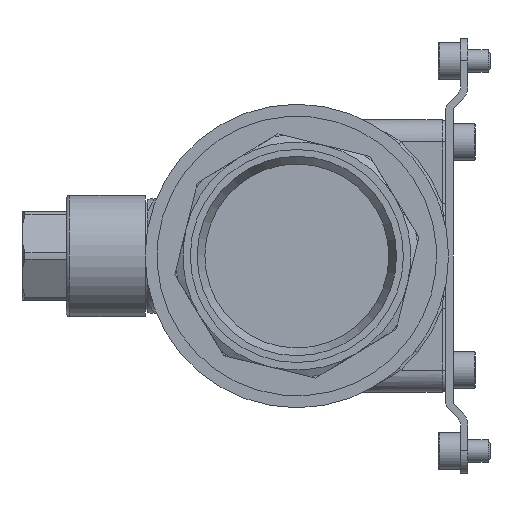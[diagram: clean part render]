
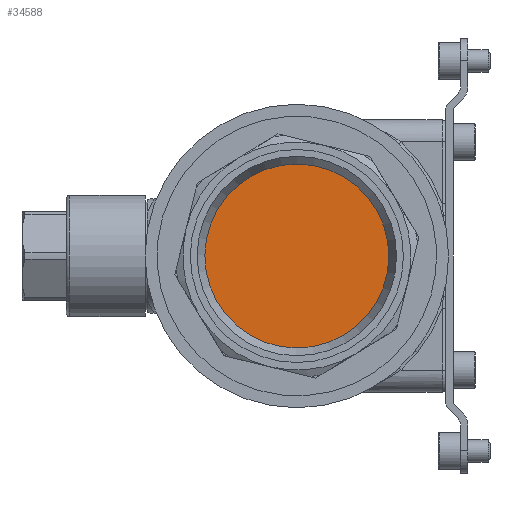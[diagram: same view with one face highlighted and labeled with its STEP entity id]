
A CAD part, left-side view. The second image highlights one B-rep face of the part: STEP entity #34588.
In plain terms, the highlighted planar face has unit normal (-1, 0, 0).
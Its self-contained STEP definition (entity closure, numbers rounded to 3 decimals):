
#3349=PLANE('',#38016);
#4970=FACE_OUTER_BOUND('',#7145,.T.);
#7145=EDGE_LOOP('',(#25340,#25341));
#12380=CIRCLE('',#37659,25.);
#12381=CIRCLE('',#37660,25.);
#14546=VERTEX_POINT('',#55207);
#14547=VERTEX_POINT('',#55209);
#18105=EDGE_CURVE('',#14547,#14546,#12380,.T.);
#18106=EDGE_CURVE('',#14546,#14547,#12381,.T.);
#25340=ORIENTED_EDGE('',*,*,#18105,.T.);
#25341=ORIENTED_EDGE('',*,*,#18106,.T.);
#34588=ADVANCED_FACE('',(#4970),#3349,.T.);
#37659=AXIS2_PLACEMENT_3D('',#55210,#44043,#44044);
#37660=AXIS2_PLACEMENT_3D('',#55211,#44045,#44046);
#38016=AXIS2_PLACEMENT_3D('',#69369,#45104,#45105);
#44043=DIRECTION('center_axis',(-1.,0.,0.));
#44044=DIRECTION('ref_axis',(0.,0.006,-1.));
#44045=DIRECTION('center_axis',(-1.,0.,0.));
#44046=DIRECTION('ref_axis',(0.,0.006,-1.));
#45104=DIRECTION('center_axis',(-1.,0.,0.));
#45105=DIRECTION('ref_axis',(0.,0.591,-0.807));
#55207=CARTESIAN_POINT('',(-46.1,-0.155,25.));
#55209=CARTESIAN_POINT('',(-46.1,0.155,-25.));
#55210=CARTESIAN_POINT('Origin',(-46.1,0.,0.));
#55211=CARTESIAN_POINT('Origin',(-46.1,0.,0.));
#69369=CARTESIAN_POINT('Origin',(-46.1,0.,0.));
